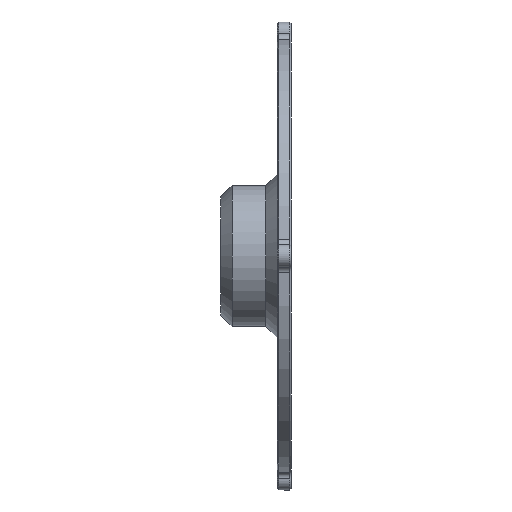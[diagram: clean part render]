
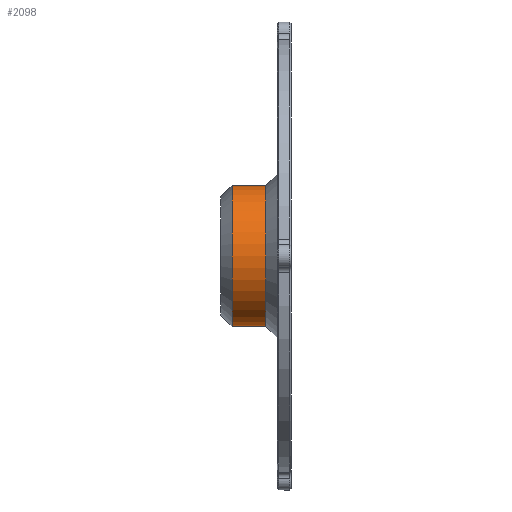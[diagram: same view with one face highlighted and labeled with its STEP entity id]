
A CAD part, left-side view. The second image highlights one B-rep face of the part: STEP entity #2098.
In plain terms, the highlighted cylindrical face has radius 25 mm (diameter 50 mm), a partial arc.
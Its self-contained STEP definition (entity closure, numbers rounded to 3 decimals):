
#39 = AXIS2_PLACEMENT_3D ( 'NONE', #1244, #2943, #1057 ) ;
#183 = DIRECTION ( 'NONE',  ( 0., 0., -1. ) ) ;
#288 = CARTESIAN_POINT ( 'NONE',  ( 0., 0., 25. ) ) ;
#414 = VECTOR ( 'NONE', #2891, 1000. ) ;
#439 = DIRECTION ( 'NONE',  ( 0., -1., 0. ) ) ;
#599 = EDGE_CURVE ( 'NONE', #1860, #850, #1437, .T. ) ;
#847 = AXIS2_PLACEMENT_3D ( 'NONE', #1038, #439, #183 ) ;
#850 = VERTEX_POINT ( 'NONE', #1213 ) ;
#958 = EDGE_CURVE ( 'NONE', #2482, #2474, #1744, .T. ) ;
#976 = LINE ( 'NONE', #288, #414 ) ;
#1038 = CARTESIAN_POINT ( 'NONE',  ( 0., 0., 0. ) ) ;
#1057 = DIRECTION ( 'NONE',  ( 0., 0., -1. ) ) ;
#1139 = ORIENTED_EDGE ( 'NONE', *, *, #599, .T. ) ;
#1163 = CARTESIAN_POINT ( 'NONE',  ( 0., 21., 25. ) ) ;
#1185 = ORIENTED_EDGE ( 'NONE', *, *, #2196, .T. ) ;
#1213 = CARTESIAN_POINT ( 'NONE',  ( 0., 21., -25. ) ) ;
#1244 = CARTESIAN_POINT ( 'NONE',  ( 0., 21., 0. ) ) ;
#1368 = EDGE_CURVE ( 'NONE', #1860, #2474, #976, .T. ) ;
#1437 = CIRCLE ( 'NONE', #39, 25. ) ;
#1467 = EDGE_LOOP ( 'NONE', ( #1906, #1139, #1185, #1566 ) ) ;
#1566 = ORIENTED_EDGE ( 'NONE', *, *, #958, .T. ) ;
#1573 = DIRECTION ( 'NONE',  ( 0., -1., 0. ) ) ;
#1619 = LINE ( 'NONE', #1809, #1658 ) ;
#1658 = VECTOR ( 'NONE', #1573, 1000. ) ;
#1744 = CIRCLE ( 'NONE', #2018, 25. ) ;
#1809 = CARTESIAN_POINT ( 'NONE',  ( 0., 0., -25. ) ) ;
#1860 = VERTEX_POINT ( 'NONE', #1163 ) ;
#1906 = ORIENTED_EDGE ( 'NONE', *, *, #1368, .F. ) ;
#1945 = DIRECTION ( 'NONE',  ( 0., 1., 0. ) ) ;
#2018 = AXIS2_PLACEMENT_3D ( 'NONE', #2938, #1945, #2911 ) ;
#2098 = ADVANCED_FACE ( 'NONE', ( #2162 ), #2730, .T. ) ;
#2162 = FACE_OUTER_BOUND ( 'NONE', #1467, .T. ) ;
#2196 = EDGE_CURVE ( 'NONE', #850, #2482, #1619, .T. ) ;
#2296 = CARTESIAN_POINT ( 'NONE',  ( 0., 9., -25. ) ) ;
#2474 = VERTEX_POINT ( 'NONE', #2749 ) ;
#2482 = VERTEX_POINT ( 'NONE', #2296 ) ;
#2730 = CYLINDRICAL_SURFACE ( 'NONE', #847, 25. ) ;
#2749 = CARTESIAN_POINT ( 'NONE',  ( 0., 9., 25. ) ) ;
#2891 = DIRECTION ( 'NONE',  ( 0., -1., 0. ) ) ;
#2911 = DIRECTION ( 'NONE',  ( 0., 0., 1. ) ) ;
#2938 = CARTESIAN_POINT ( 'NONE',  ( 0., 9., 0. ) ) ;
#2943 = DIRECTION ( 'NONE',  ( 0., -1., 0. ) ) ;
